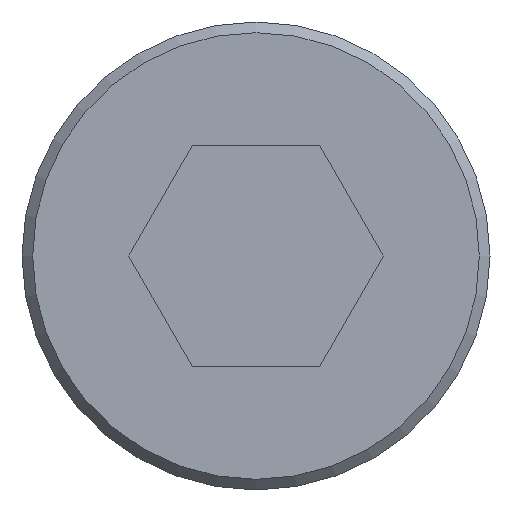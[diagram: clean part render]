
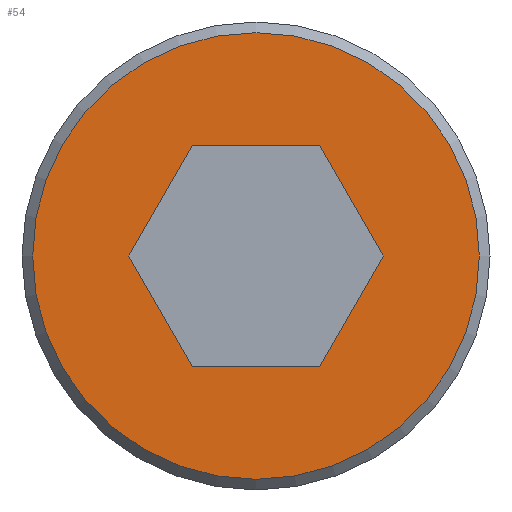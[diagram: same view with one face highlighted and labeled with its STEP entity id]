
A CAD part, left-side view. The second image highlights one B-rep face of the part: STEP entity #54.
In plain terms, the highlighted planar face has unit normal (-1, 0, 0).
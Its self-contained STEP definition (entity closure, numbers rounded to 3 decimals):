
#54 = ADVANCED_FACE( '', ( #106, #107 ), #108, .F. );
#106 = FACE_OUTER_BOUND( '', #153, .T. );
#107 = FACE_BOUND( '', #154, .T. );
#108 = PLANE( '', #155 );
#153 = EDGE_LOOP( '', ( #230 ) );
#154 = EDGE_LOOP( '', ( #231, #232, #233, #234, #235, #236 ) );
#155 = AXIS2_PLACEMENT_3D( '', #237, #238, #239 );
#230 = ORIENTED_EDGE( '', *, *, #268, .F. );
#231 = ORIENTED_EDGE( '', *, *, #280, .T. );
#232 = ORIENTED_EDGE( '', *, *, #262, .T. );
#233 = ORIENTED_EDGE( '', *, *, #283, .T. );
#234 = ORIENTED_EDGE( '', *, *, #257, .T. );
#235 = ORIENTED_EDGE( '', *, *, #270, .T. );
#236 = ORIENTED_EDGE( '', *, *, #276, .T. );
#237 = CARTESIAN_POINT( '', ( 0., 0., 0. ) );
#238 = DIRECTION( '', ( 1., 0., 0. ) );
#239 = DIRECTION( '', ( 0., 0., -1. ) );
#257 = EDGE_CURVE( '', #291, #292, #293, .T. );
#262 = EDGE_CURVE( '', #300, #301, #302, .T. );
#268 = EDGE_CURVE( '', #311, #311, #312, .T. );
#270 = EDGE_CURVE( '', #292, #314, #315, .T. );
#276 = EDGE_CURVE( '', #314, #323, #324, .T. );
#280 = EDGE_CURVE( '', #323, #300, #329, .T. );
#283 = EDGE_CURVE( '', #301, #291, #332, .T. );
#291 = VERTEX_POINT( '', #341 );
#292 = VERTEX_POINT( '', #342 );
#293 = LINE( '', #343, #344 );
#300 = VERTEX_POINT( '', #354 );
#301 = VERTEX_POINT( '', #355 );
#302 = LINE( '', #356, #357 );
#311 = VERTEX_POINT( '', #369 );
#312 = CIRCLE( '', #370, 10.135 );
#314 = VERTEX_POINT( '', #372 );
#315 = LINE( '', #373, #374 );
#323 = VERTEX_POINT( '', #384 );
#324 = LINE( '', #385, #386 );
#329 = LINE( '', #393, #394 );
#332 = LINE( '', #398, #399 );
#341 = CARTESIAN_POINT( '', ( 0., -2.887, -5. ) );
#342 = CARTESIAN_POINT( '', ( 0., 2.887, -5. ) );
#343 = CARTESIAN_POINT( '', ( 0., -2.887, -5. ) );
#344 = VECTOR( '', #408, 1000. );
#354 = CARTESIAN_POINT( '', ( 0., -2.887, 5. ) );
#355 = CARTESIAN_POINT( '', ( 0., -5.774, 0. ) );
#356 = CARTESIAN_POINT( '', ( 0., -2.887, 5. ) );
#357 = VECTOR( '', #412, 1000. );
#369 = CARTESIAN_POINT( '', ( 0., 0., -10.135 ) );
#370 = AXIS2_PLACEMENT_3D( '', #419, #420, #421 );
#372 = CARTESIAN_POINT( '', ( 0., 5.774, 0. ) );
#373 = CARTESIAN_POINT( '', ( 0., 2.887, -5. ) );
#374 = VECTOR( '', #422, 1000. );
#384 = CARTESIAN_POINT( '', ( 0., 2.887, 5. ) );
#385 = CARTESIAN_POINT( '', ( 0., 5.774, 0. ) );
#386 = VECTOR( '', #428, 1000. );
#393 = CARTESIAN_POINT( '', ( 0., 2.887, 5. ) );
#394 = VECTOR( '', #431, 1000. );
#398 = CARTESIAN_POINT( '', ( 0., -5.774, 0. ) );
#399 = VECTOR( '', #433, 1000. );
#408 = DIRECTION( '', ( 0., 1., 0. ) );
#412 = DIRECTION( '', ( 0., -0.5, -0.866 ) );
#419 = CARTESIAN_POINT( '', ( 0., 0., 0. ) );
#420 = DIRECTION( '', ( 1., 0., 0. ) );
#421 = DIRECTION( '', ( 0., 0., -1. ) );
#422 = DIRECTION( '', ( 0., 0.5, 0.866 ) );
#428 = DIRECTION( '', ( 0., -0.5, 0.866 ) );
#431 = DIRECTION( '', ( 0., -1., 0. ) );
#433 = DIRECTION( '', ( 0., 0.5, -0.866 ) );
